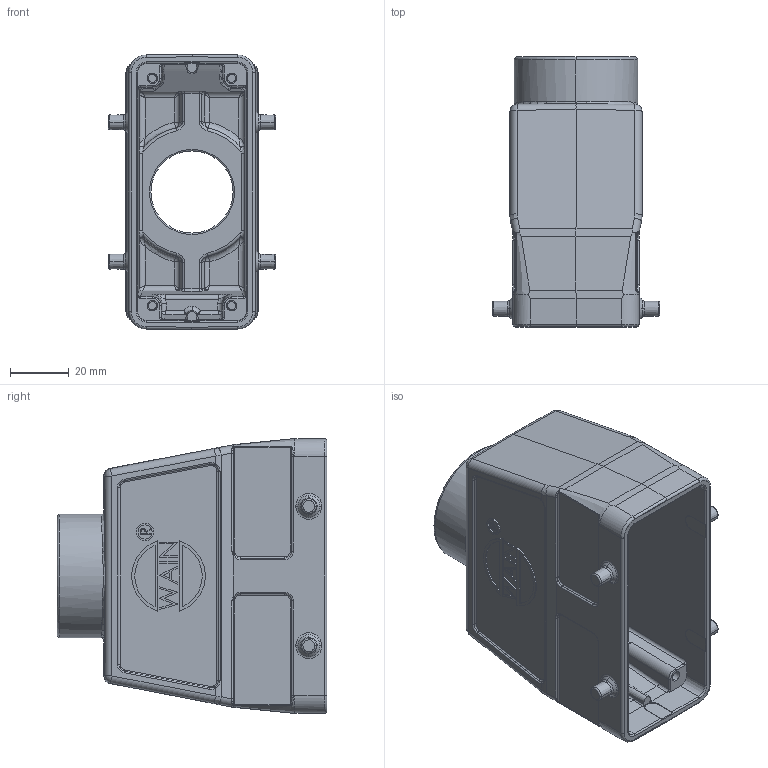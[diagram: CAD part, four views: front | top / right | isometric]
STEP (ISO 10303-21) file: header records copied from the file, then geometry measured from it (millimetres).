
FILE_DESCRIPTION((''),'2;1');
FILE_NAME('3D_1110164305011_H16B-TEH-4B-PG','2019-04-24T',('zl.chen'),(''),'PRO/ENGINEER BY PARAMETRIC TECHNOLOGY CORPORATION, 2013430','PRO/ENGINEER BY PARAMETRIC TECHNOLOGY CORPORATION, 2013430','');
FILE_SCHEMA(('CONFIG_CONTROL_DESIGN','SHAPE_APPEARANCE_LAYERS_GROUPS'));
Length unit declared in the file: millimetre
Products named in the file (1): 3D_1110164305011_H16B-TEH-4B-PG
Bounding box: 57 x 92 x 93.7 mm (x, y, z)
Volume: 87469.1 mm3; surface area: 46493.2 mm2
Topology: 1 solids, 1 shells, 753 faces, 1863 edges, 1124 vertices
Faces by surface type: plane 257, cylinder 203, bspline 142, torus 85, cone 48, extrusion 10, sphere 8
Entity records: 30886 total; most frequent: CARTESIAN_POINT 13981, ORIENTED_EDGE 3670, DIRECTION 3197, EDGE_CURVE 1835, AXIS2_PLACEMENT_3D 1177, VERTEX_POINT 1124, VECTOR 843, LINE 833
